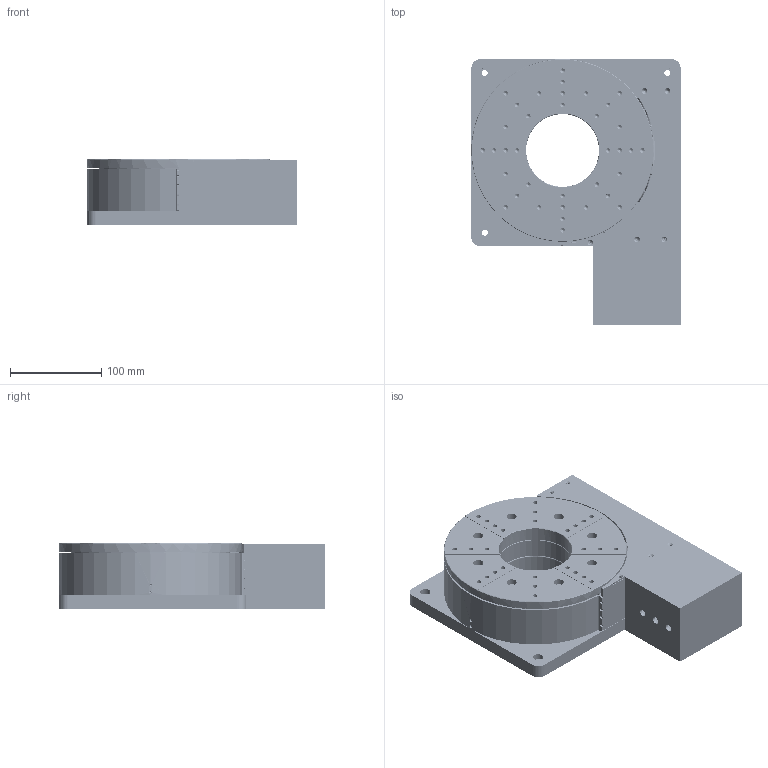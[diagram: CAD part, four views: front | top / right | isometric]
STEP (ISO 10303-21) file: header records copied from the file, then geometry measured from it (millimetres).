
FILE_DESCRIPTION (( 'STEP AP203' ), '1' );
FILE_NAME ('528671.STEP', '2024-09-21T08:55:50', ( '' ), ( '' ), 'SwSTEP 2.0', 'SolidWorks 2020', '' );
FILE_SCHEMA (( 'CONFIG_CONTROL_DESIGN' ));
Products named in the file (1): 528671
Bounding box: 229.5 x 291 x 72.5 mm (x, y, z)
Volume: 2341505 mm3; surface area: 597226.8 mm2
Topology: 26 solids, 26 shells, 2959 faces, 7922 edges, 5030 vertices
Faces by surface type: cylinder 2062, plane 470, cone 349, bspline 50, torus 28
Entity records: 188934 total; most frequent: CARTESIAN_POINT 122937, ORIENTED_EDGE 15564, DIRECTION 12182, EDGE_CURVE 7782, VERTEX_POINT 5030, AXIS2_PLACEMENT_3D 4540, EDGE_LOOP 3396, VECTOR 3102
